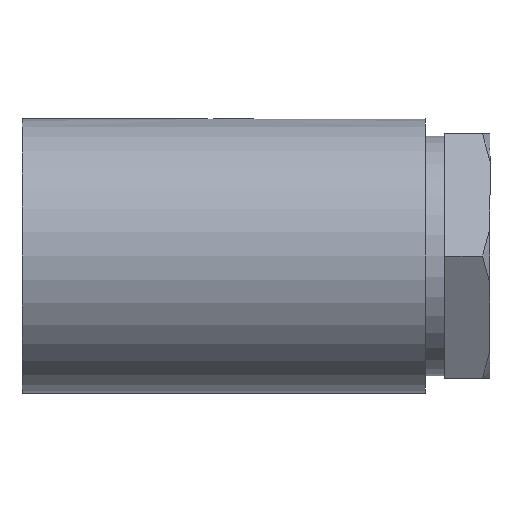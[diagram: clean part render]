
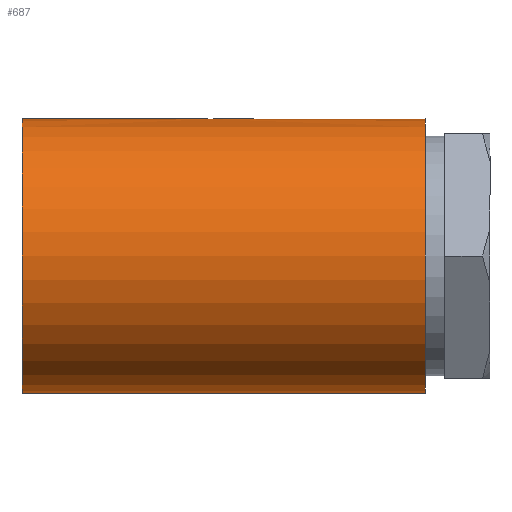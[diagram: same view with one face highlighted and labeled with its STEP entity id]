
A CAD part, left-side view. The second image highlights one B-rep face of the part: STEP entity #687.
In plain terms, the highlighted cylindrical face has radius 34.544 mm (diameter 69.088 mm), a full revolution.
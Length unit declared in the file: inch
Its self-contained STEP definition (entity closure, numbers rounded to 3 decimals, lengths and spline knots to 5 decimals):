
#45=FACE_BOUND('',#155,.T.);
#106=FACE_OUTER_BOUND('',#154,.T.);
#154=EDGE_LOOP('',(#550,#551,#552,#553));
#155=EDGE_LOOP('',(#554,#555,#556,#557,#558,#559,#560));
#182=ELLIPSE('',#776,3.21803,1.36);
#183=ELLIPSE('',#779,3.21803,1.36);
#188=LINE('',#1099,#230);
#192=LINE('',#1111,#234);
#204=LINE('',#1177,#246);
#230=VECTOR('',#878,0.3937);
#234=VECTOR('',#892,0.3937);
#246=VECTOR('',#976,1.36);
#271=CIRCLE('',#771,1.36);
#272=CIRCLE('',#774,1.36);
#273=CIRCLE('',#781,1.36);
#283=CIRCLE('',#797,1.36);
#290=CIRCLE('',#812,1.36);
#313=VERTEX_POINT('',#1092);
#314=VERTEX_POINT('',#1093);
#315=VERTEX_POINT('',#1098);
#316=VERTEX_POINT('',#1102);
#317=VERTEX_POINT('',#1106);
#318=VERTEX_POINT('',#1110);
#319=VERTEX_POINT('',#1114);
#329=VERTEX_POINT('',#1147);
#336=VERTEX_POINT('',#1174);
#376=EDGE_CURVE('',#313,#314,#271,.T.);
#379=EDGE_CURVE('',#314,#315,#188,.T.);
#381=EDGE_CURVE('',#315,#316,#272,.T.);
#383=EDGE_CURVE('',#317,#313,#182,.T.);
#385=EDGE_CURVE('',#316,#318,#192,.T.);
#387=EDGE_CURVE('',#319,#317,#183,.T.);
#389=EDGE_CURVE('',#318,#319,#273,.T.);
#403=EDGE_CURVE('',#329,#329,#283,.T.);
#415=EDGE_CURVE('',#336,#336,#290,.T.);
#416=EDGE_CURVE('',#329,#336,#204,.T.);
#550=ORIENTED_EDGE('',*,*,#403,.F.);
#551=ORIENTED_EDGE('',*,*,#416,.T.);
#552=ORIENTED_EDGE('',*,*,#415,.T.);
#553=ORIENTED_EDGE('',*,*,#416,.F.);
#554=ORIENTED_EDGE('',*,*,#376,.T.);
#555=ORIENTED_EDGE('',*,*,#379,.T.);
#556=ORIENTED_EDGE('',*,*,#381,.T.);
#557=ORIENTED_EDGE('',*,*,#385,.T.);
#558=ORIENTED_EDGE('',*,*,#389,.T.);
#559=ORIENTED_EDGE('',*,*,#387,.T.);
#560=ORIENTED_EDGE('',*,*,#383,.T.);
#661=CYLINDRICAL_SURFACE('',#813,1.36);
#687=ADVANCED_FACE('',(#106,#45),#661,.T.);
#771=AXIS2_PLACEMENT_3D('',#1094,#872,#873);
#774=AXIS2_PLACEMENT_3D('',#1103,#882,#883);
#776=AXIS2_PLACEMENT_3D('',#1107,#887,#888);
#779=AXIS2_PLACEMENT_3D('',#1115,#896,#897);
#781=AXIS2_PLACEMENT_3D('',#1118,#901,#902);
#797=AXIS2_PLACEMENT_3D('',#1148,#937,#938);
#812=AXIS2_PLACEMENT_3D('',#1175,#972,#973);
#813=AXIS2_PLACEMENT_3D('',#1176,#974,#975);
#872=DIRECTION('center_axis',(0.,-1.,0.));
#873=DIRECTION('ref_axis',(-1.,0.,0.));
#878=DIRECTION('',(0.,-1.,0.));
#882=DIRECTION('center_axis',(0.,-1.,0.));
#883=DIRECTION('ref_axis',(-1.,0.,0.));
#887=DIRECTION('center_axis',(0.906,0.423,0.));
#888=DIRECTION('ref_axis',(-0.423,0.906,0.));
#892=DIRECTION('',(0.,1.,0.));
#896=DIRECTION('center_axis',(-0.906,0.423,0.));
#897=DIRECTION('ref_axis',(-0.423,-0.906,0.));
#901=DIRECTION('center_axis',(0.,-1.,0.));
#902=DIRECTION('ref_axis',(-1.,0.,0.));
#937=DIRECTION('center_axis',(0.,1.,0.));
#938=DIRECTION('ref_axis',(-1.,0.,0.));
#972=DIRECTION('center_axis',(0.,1.,0.));
#973=DIRECTION('ref_axis',(-1.,0.,0.));
#974=DIRECTION('center_axis',(0.,1.,0.));
#975=DIRECTION('ref_axis',(-1.,0.,0.));
#976=DIRECTION('',(0.,-1.,0.));
#1092=CARTESIAN_POINT('',(0.09326,2.1,1.3568));
#1093=CARTESIAN_POINT('',(0.03,2.1,1.35967));
#1094=CARTESIAN_POINT('Origin',(0.,2.1,0.));
#1098=CARTESIAN_POINT('',(0.03,1.7,1.35967));
#1099=CARTESIAN_POINT('',(0.03,2.,1.35967));
#1102=CARTESIAN_POINT('',(-0.03,1.7,1.35967));
#1103=CARTESIAN_POINT('Origin',(0.,1.7,0.));
#1106=CARTESIAN_POINT('',(0.,2.3,1.36));
#1107=CARTESIAN_POINT('Origin',(0.,2.3,0.));
#1110=CARTESIAN_POINT('',(-0.03,2.1,1.35967));
#1111=CARTESIAN_POINT('',(-0.03,2.,1.35967));
#1114=CARTESIAN_POINT('',(-0.09326,2.1,1.3568));
#1115=CARTESIAN_POINT('Origin',(0.,2.3,0.));
#1118=CARTESIAN_POINT('Origin',(0.,2.1,0.));
#1147=CARTESIAN_POINT('',(1.36,4.,0.));
#1148=CARTESIAN_POINT('Origin',(0.,4.,0.));
#1174=CARTESIAN_POINT('',(1.36,0.,0.));
#1175=CARTESIAN_POINT('Origin',(0.,0.,0.));
#1176=CARTESIAN_POINT('Origin',(0.,2.,0.));
#1177=CARTESIAN_POINT('',(1.36,2.,0.));
